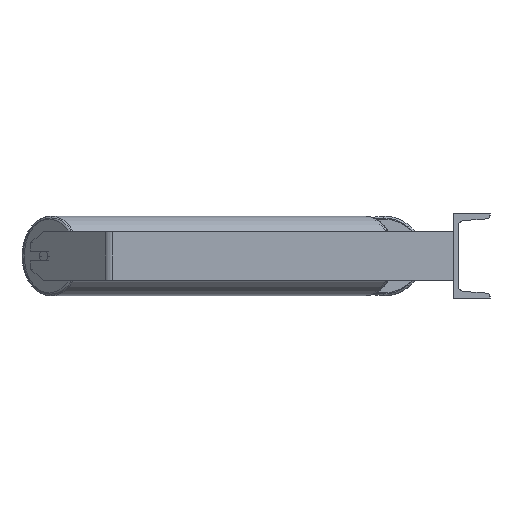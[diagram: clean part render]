
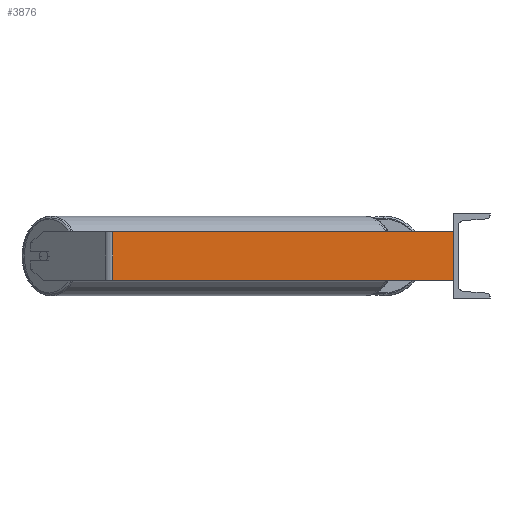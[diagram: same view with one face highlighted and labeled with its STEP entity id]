
A CAD part, left-side view. The second image highlights one B-rep face of the part: STEP entity #3876.
In plain terms, the highlighted planar face has unit normal (-1, 0, 0).
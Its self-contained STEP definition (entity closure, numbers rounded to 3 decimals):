
#533 = EDGE_LOOP ( 'NONE', ( #8624, #4839, #8568, #2743 ) ) ;
#797 = VECTOR ( 'NONE', #1534, 1000. ) ;
#939 = FACE_OUTER_BOUND ( 'NONE', #533, .T. ) ;
#1283 = CARTESIAN_POINT ( 'NONE',  ( -1085., 0., 40. ) ) ;
#1534 = DIRECTION ( 'NONE',  ( 0., 0., -1. ) ) ;
#2115 = EDGE_CURVE ( 'NONE', #7616, #6724, #4844, .T. ) ;
#2181 = CARTESIAN_POINT ( 'NONE',  ( -1085., 0., -40. ) ) ;
#2476 = VECTOR ( 'NONE', #6811, 1000. ) ;
#2577 = LINE ( 'NONE', #5365, #6190 ) ;
#2604 = VERTEX_POINT ( 'NONE', #2181 ) ;
#2623 = CARTESIAN_POINT ( 'NONE',  ( -1085., 575.329, 40. ) ) ;
#2733 = CARTESIAN_POINT ( 'NONE',  ( -1085., 0., 40. ) ) ;
#2743 = ORIENTED_EDGE ( 'NONE', *, *, #2115, .T. ) ;
#3009 = EDGE_CURVE ( 'NONE', #7616, #4243, #4678, .T. ) ;
#3289 = DIRECTION ( 'NONE',  ( 1., 0., 0. ) ) ;
#3876 = ADVANCED_FACE ( 'NONE', ( #939 ), #8034, .F. ) ;
#4232 = EDGE_CURVE ( 'NONE', #4243, #2604, #8995, .T. ) ;
#4243 = VERTEX_POINT ( 'NONE', #1283 ) ;
#4336 = VECTOR ( 'NONE', #7505, 1000. ) ;
#4564 = CARTESIAN_POINT ( 'NONE',  ( -1085., 575.329, 40. ) ) ;
#4678 = LINE ( 'NONE', #2623, #4336 ) ;
#4839 = ORIENTED_EDGE ( 'NONE', *, *, #4232, .F. ) ;
#4844 = LINE ( 'NONE', #6944, #797 ) ;
#5179 = DIRECTION ( 'NONE',  ( 0., 1., 0. ) ) ;
#5365 = CARTESIAN_POINT ( 'NONE',  ( -1085., 575.329, -40. ) ) ;
#6190 = VECTOR ( 'NONE', #8040, 1000. ) ;
#6278 = AXIS2_PLACEMENT_3D ( 'NONE', #4564, #3289, #5179 ) ;
#6724 = VERTEX_POINT ( 'NONE', #8306 ) ;
#6811 = DIRECTION ( 'NONE',  ( 0., 0., -1. ) ) ;
#6944 = CARTESIAN_POINT ( 'NONE',  ( -1085., 568.702, 40. ) ) ;
#7324 = CARTESIAN_POINT ( 'NONE',  ( -1085., 568.702, 40. ) ) ;
#7505 = DIRECTION ( 'NONE',  ( 0., -1., 0. ) ) ;
#7616 = VERTEX_POINT ( 'NONE', #7324 ) ;
#7895 = EDGE_CURVE ( 'NONE', #6724, #2604, #2577, .T. ) ;
#8034 = PLANE ( 'NONE',  #6278 ) ;
#8040 = DIRECTION ( 'NONE',  ( 0., -1., 0. ) ) ;
#8306 = CARTESIAN_POINT ( 'NONE',  ( -1085., 568.702, -40. ) ) ;
#8568 = ORIENTED_EDGE ( 'NONE', *, *, #3009, .F. ) ;
#8624 = ORIENTED_EDGE ( 'NONE', *, *, #7895, .T. ) ;
#8995 = LINE ( 'NONE', #2733, #2476 ) ;
